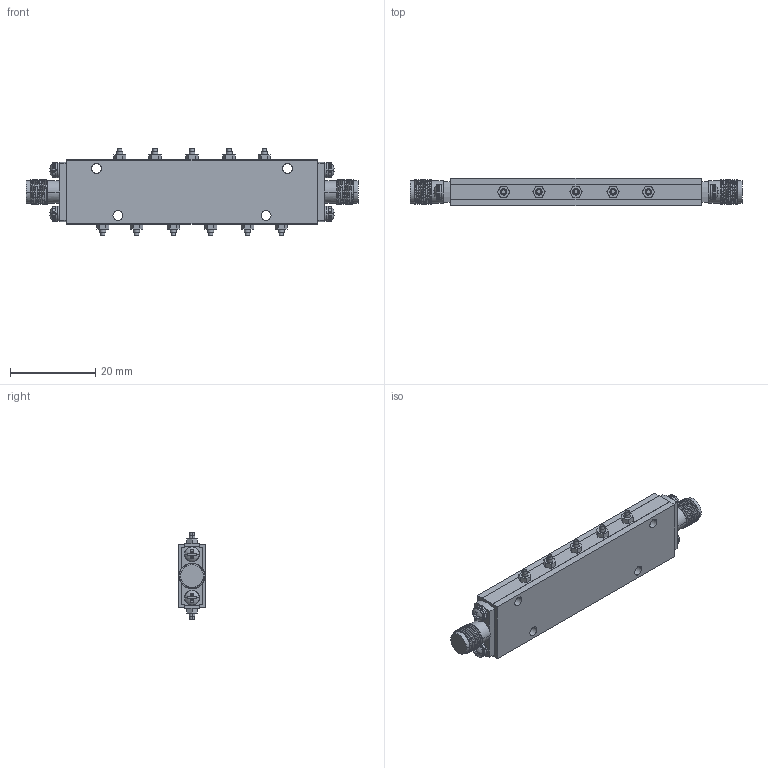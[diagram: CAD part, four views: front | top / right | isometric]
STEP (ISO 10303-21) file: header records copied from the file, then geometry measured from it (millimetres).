
FILE_DESCRIPTION (( 'STEP AP214' ), '1' );
FILE_NAME ('CF-BA-X5.STEP', '2025-10-09T23:01:07', ( '' ), ( '' ), 'SwSTEP 2.0', 'SolidWorks 2021', '' );
FILE_SCHEMA (( 'AUTOMOTIVE_DESIGN' ));
Length unit declared in the file: inch
Products named in the file (1): CF-BA-X5
Bounding box: 77.7 x 6.5 x 20.2 mm (x, y, z)
Surface area: 4529.3 mm2 (no closed solid volume)
Topology: 0 solids, 40 shells, 616 faces, 1536 edges, 990 vertices
Faces by surface type: plane 232, cylinder 222, cone 118, torus 24, bspline 12, sphere 8
Entity records: 31000 total; most frequent: CARTESIAN_POINT 8479, ORIENTED_EDGE 2968, DIRECTION 2860, EDGE_CURVE 1536, AXIS2_PLACEMENT_3D 1129, VERTEX_POINT 990, EDGE_LOOP 704, DIMENSIONAL_EXPONENTS 632
